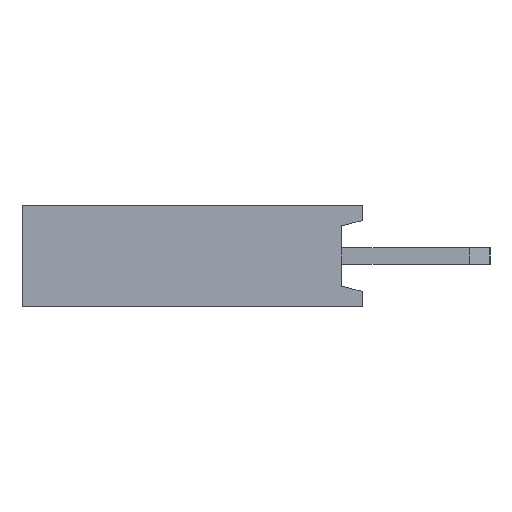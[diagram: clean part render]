
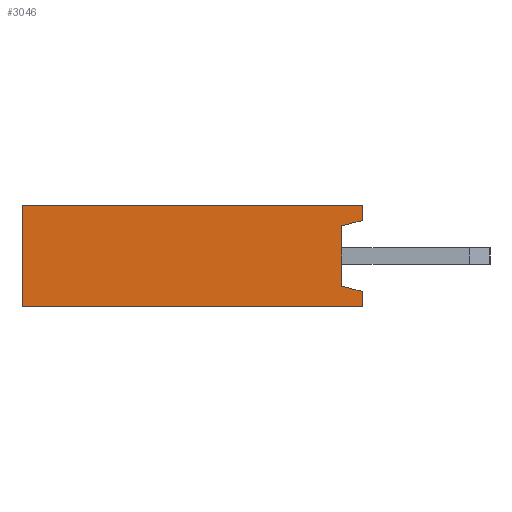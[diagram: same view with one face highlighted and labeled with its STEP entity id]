
A CAD part, left-side view. The second image highlights one B-rep face of the part: STEP entity #3046.
In plain terms, the highlighted planar face has unit normal (-1, 0, 0).
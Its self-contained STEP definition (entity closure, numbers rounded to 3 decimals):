
#130 = VECTOR ( 'NONE', #11358, 1000. ) ;
#183 = VERTEX_POINT ( 'NONE', #9142 ) ;
#304 = EDGE_CURVE ( 'NONE', #1149, #183, #10288, .T. ) ;
#313 = PLANE ( 'NONE',  #5508 ) ;
#444 = EDGE_CURVE ( 'NONE', #8558, #1149, #10463, .T. ) ;
#1149 = VERTEX_POINT ( 'NONE', #4928 ) ;
#1458 = ORIENTED_EDGE ( 'NONE', *, *, #10150, .T. ) ;
#1983 = LINE ( 'NONE', #3719, #5557 ) ;
#2135 = CARTESIAN_POINT ( 'NONE',  ( -25.654, 0., 0. ) ) ;
#2268 = CARTESIAN_POINT ( 'NONE',  ( -25.654, 8.509, 1.27 ) ) ;
#2273 = CARTESIAN_POINT ( 'NONE',  ( -25.654, 0., -0.889 ) ) ;
#2470 = CARTESIAN_POINT ( 'NONE',  ( -25.654, 0.508, -0.753 ) ) ;
#2581 = VERTEX_POINT ( 'NONE', #2273 ) ;
#2778 = VECTOR ( 'NONE', #9453, 1000. ) ;
#2807 = LINE ( 'NONE', #11181, #4050 ) ;
#2925 = DIRECTION ( 'NONE',  ( 0., 1., 0. ) ) ;
#3046 = ADVANCED_FACE ( 'NONE', ( #11461 ), #313, .T. ) ;
#3151 = DIRECTION ( 'NONE',  ( 0., 0., 1. ) ) ;
#3448 = CARTESIAN_POINT ( 'NONE',  ( -25.654, 0.508, 0.753 ) ) ;
#3462 = ORIENTED_EDGE ( 'NONE', *, *, #444, .T. ) ;
#3719 = CARTESIAN_POINT ( 'NONE',  ( -25.654, 0., -1.27 ) ) ;
#3811 = VERTEX_POINT ( 'NONE', #5085 ) ;
#4036 = CARTESIAN_POINT ( 'NONE',  ( -25.654, 0., -0.889 ) ) ;
#4050 = VECTOR ( 'NONE', #2925, 1000. ) ;
#4159 = LINE ( 'NONE', #4036, #10098 ) ;
#4230 = CARTESIAN_POINT ( 'NONE',  ( -25.654, 0., 1.27 ) ) ;
#4277 = CARTESIAN_POINT ( 'NONE',  ( -25.654, 0.508, 0.753 ) ) ;
#4396 = ORIENTED_EDGE ( 'NONE', *, *, #304, .T. ) ;
#4464 = CARTESIAN_POINT ( 'NONE',  ( -25.654, 0., 0.889 ) ) ;
#4685 = EDGE_CURVE ( 'NONE', #2581, #3811, #4159, .T. ) ;
#4847 = ORIENTED_EDGE ( 'NONE', *, *, #4685, .T. ) ;
#4922 = LINE ( 'NONE', #5035, #10728 ) ;
#4928 = CARTESIAN_POINT ( 'NONE',  ( -25.654, 8.509, -1.27 ) ) ;
#5035 = CARTESIAN_POINT ( 'NONE',  ( -25.654, 0., 0.889 ) ) ;
#5085 = CARTESIAN_POINT ( 'NONE',  ( -25.654, 0.508, -0.753 ) ) ;
#5154 = DIRECTION ( 'NONE',  ( 0., 0., 1. ) ) ;
#5175 = LINE ( 'NONE', #4277, #9159 ) ;
#5455 = VERTEX_POINT ( 'NONE', #4464 ) ;
#5508 = AXIS2_PLACEMENT_3D ( 'NONE', #2135, #8575, #3151 ) ;
#5557 = VECTOR ( 'NONE', #9276, 1000. ) ;
#5571 = ORIENTED_EDGE ( 'NONE', *, *, #7822, .T. ) ;
#5626 = CARTESIAN_POINT ( 'NONE',  ( -25.654, 8.509, 1.27 ) ) ;
#5682 = EDGE_CURVE ( 'NONE', #10788, #5455, #5175, .T. ) ;
#5756 = CARTESIAN_POINT ( 'NONE',  ( -25.654, 8.509, -1.27 ) ) ;
#6219 = EDGE_CURVE ( 'NONE', #183, #2581, #1983, .T. ) ;
#6297 = VERTEX_POINT ( 'NONE', #4230 ) ;
#7074 = ORIENTED_EDGE ( 'NONE', *, *, #6219, .T. ) ;
#7142 = DIRECTION ( 'NONE',  ( 0., 0., 1. ) ) ;
#7797 = DIRECTION ( 'NONE',  ( 0., 0.966, 0.259 ) ) ;
#7822 = EDGE_CURVE ( 'NONE', #5455, #6297, #4922, .T. ) ;
#8083 = EDGE_CURVE ( 'NONE', #6297, #8558, #2807, .T. ) ;
#8224 = ORIENTED_EDGE ( 'NONE', *, *, #5682, .T. ) ;
#8558 = VERTEX_POINT ( 'NONE', #5626 ) ;
#8575 = DIRECTION ( 'NONE',  ( -1., 0., 0. ) ) ;
#8621 = DIRECTION ( 'NONE',  ( 0., -0.966, 0.259 ) ) ;
#9043 = EDGE_LOOP ( 'NONE', ( #3462, #4396, #7074, #4847, #1458, #8224, #5571, #10215 ) ) ;
#9142 = CARTESIAN_POINT ( 'NONE',  ( -25.654, 0., -1.27 ) ) ;
#9159 = VECTOR ( 'NONE', #8621, 1000. ) ;
#9276 = DIRECTION ( 'NONE',  ( 0., 0., 1. ) ) ;
#9453 = DIRECTION ( 'NONE',  ( 0., 0., -1. ) ) ;
#10098 = VECTOR ( 'NONE', #7797, 1000. ) ;
#10150 = EDGE_CURVE ( 'NONE', #3811, #10788, #11496, .T. ) ;
#10215 = ORIENTED_EDGE ( 'NONE', *, *, #8083, .T. ) ;
#10288 = LINE ( 'NONE', #5756, #130 ) ;
#10463 = LINE ( 'NONE', #2268, #2778 ) ;
#10728 = VECTOR ( 'NONE', #5154, 1000. ) ;
#10788 = VERTEX_POINT ( 'NONE', #3448 ) ;
#11181 = CARTESIAN_POINT ( 'NONE',  ( -25.654, 0., 1.27 ) ) ;
#11358 = DIRECTION ( 'NONE',  ( 0., -1., 0. ) ) ;
#11461 = FACE_OUTER_BOUND ( 'NONE', #9043, .T. ) ;
#11496 = LINE ( 'NONE', #2470, #11521 ) ;
#11521 = VECTOR ( 'NONE', #7142, 1000. ) ;
